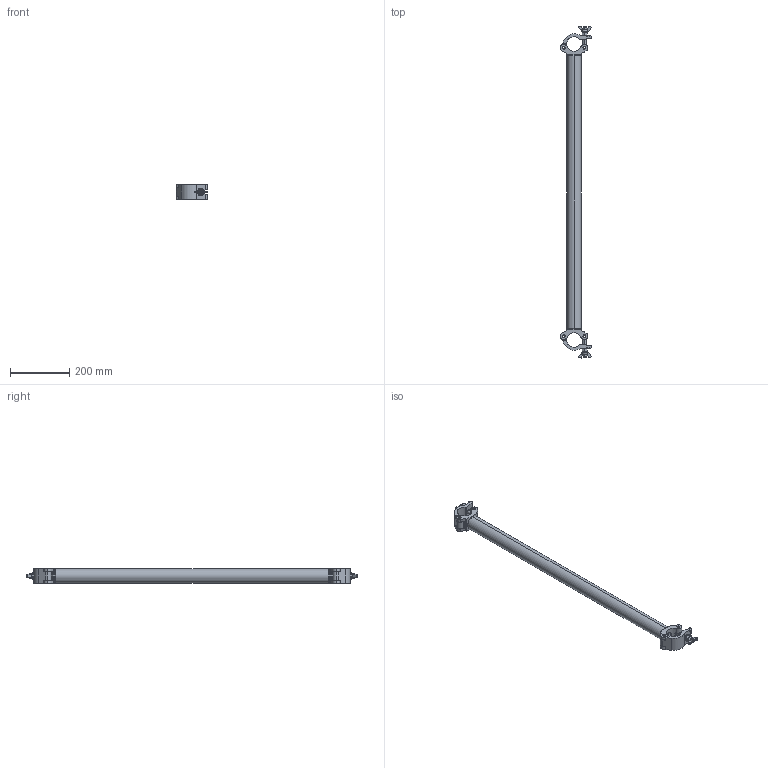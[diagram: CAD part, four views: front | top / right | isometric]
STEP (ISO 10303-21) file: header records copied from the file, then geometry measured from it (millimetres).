
FILE_DESCRIPTION (( 'STEP AP203' ), '1' );
FILE_NAME ('T57355.STEP', '2018-08-07T14:05:35', ( '' ), ( '' ), 'SwSTEP 2.0', 'SolidWorks 2016', '' );
FILE_SCHEMA (( 'CONFIG_CONTROL_DESIGN' ));
Length unit declared in the file: millimetre
Products named in the file (13): A Washer_Bright washer BS 4320 - M12 (Form A); T57355; TH566; TH577_TH577; TH2001_TH2001 - 50MM WIDE; TH157_TH157; TH2002_TH2002 - 50MM WIDE; F790; F883_DIN 315-M12-GT-C-N; TH1157; Hex Nut Style 1 GradeAB_Doughty Fastners_Hexagon Nut ISO - 4032 - M12 - D - S; TH3363_TH3366; T78000
Assembly tree (18 placements, depth 4):
  T57355
    TH1157
      TH3363_TH3366
      TH577_TH577  x2
        TH2002_TH2002 - 50MM WIDE
    TH157_TH157  x2
      TH2001_TH2001 - 50MM WIDE
    F790  x4
    T78000  x2
      TH566
      A Washer_Bright washer BS 4320 - M12 (Form A)
      Hex Nut Style 1 GradeAB_Doughty Fastners_Hexagon Nut ISO - 4032 - M12 - D - S
      F883_DIN 315-M12-GT-C-N
Bounding box: 107.21 x 1123.21 x 49.9 mm (x, y, z)
Volume: 801277.5 mm3; surface area: 352631.3 mm2
Topology: 17 solids, 17 shells, 540 faces, 1264 edges, 740 vertices
Faces by surface type: cylinder 190, cone 136, plane 120, bspline 56, sphere 22, torus 16
Entity records: 9638 total; most frequent: CARTESIAN_POINT 2305, DIRECTION 1273, ORIENTED_EDGE 1186, EDGE_CURVE 593, AXIS2_PLACEMENT_3D 519, VERTEX_POINT 350, EDGE_LOOP 281, CIRCLE 263
